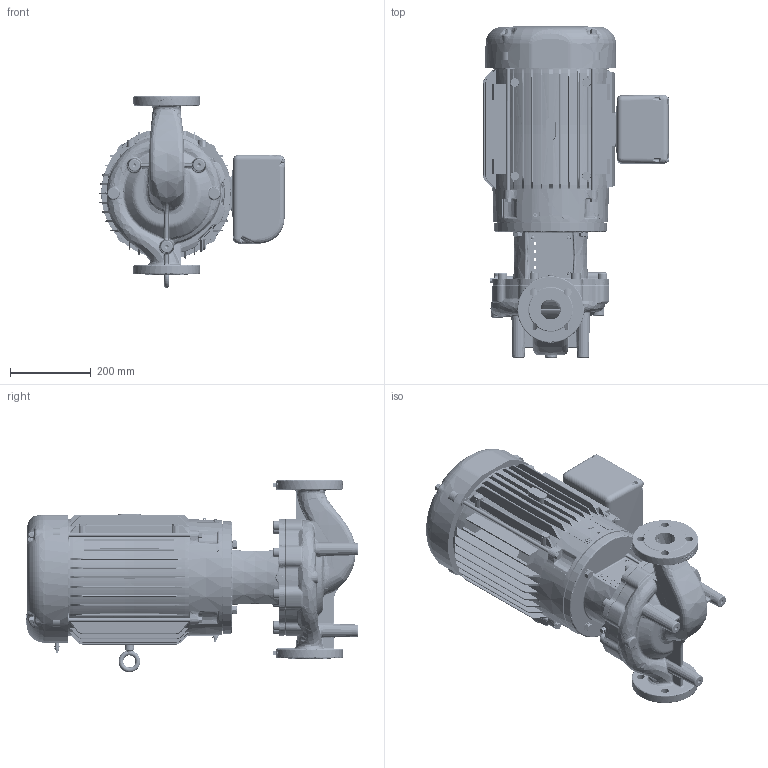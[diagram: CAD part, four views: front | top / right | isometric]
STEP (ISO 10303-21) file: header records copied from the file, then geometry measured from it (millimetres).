
FILE_DESCRIPTION(/* description */ (''),/* implementation_level */ '2;1');
FILE_NAME(/* name */ '2714691 - PUMP IL2 280_300-2-S1E 460V_3_60 TEFC_Shrinkwrap_1.stp',/* time_stamp */ '2022-03-22T16:55:41-05:00',/* author */ ('faliszekte'),/* organization */ (''),/* preprocessor_version */ 'ST-DEVELOPER v18.1',/* originating_system */ 'Autodesk Inventor 2021',/* authorisation */ '');
FILE_SCHEMA (('AUTOMOTIVE_DESIGN { 1 0 10303 214 3 1 1 }'));
Products named in the file (1): 2714691 - PUMP IL2 280_300-2-S1E 460V_3_60 TEFC_Shrinkwrap_1
Bounding box: 462.51 x 823.73 x 477.9 mm (x, y, z)
Surface area: 1878160.1 mm2 (no closed solid volume)
Topology: 0 solids, 55 shells, 3551 faces, 10663 edges, 6847 vertices
Faces by surface type: plane 1114, bspline 839, cylinder 714, cone 519, torus 294, sphere 71
Full cylindrical faces by diameter (mm): 3.768 x1, 6.756 x1, 8.141 x10, 8.179 x8, 8.6 x2, 9 x1, 9.5 x3, 9.652 x16, 10.287 x1, 10.369 x1, 10.445 x1, 11 x8, 11.1 x1, 12.7 x68, 13.208 x4, 14 x2, 19.05 x8, 23.114 x1, 23.812 x8, 33 x1, 41.262 x1, 52.337 x1, 165.1 x2, 266.662 x1, 281.788 x1
Entity records: 234176 total; most frequent: CARTESIAN_POINT 143174, ORIENTED_EDGE 19047, DIRECTION 16735, EDGE_CURVE 10567, VERTEX_POINT 6847, AXIS2_PLACEMENT_3D 6581, EDGE_LOOP 3755, LINE 3573
